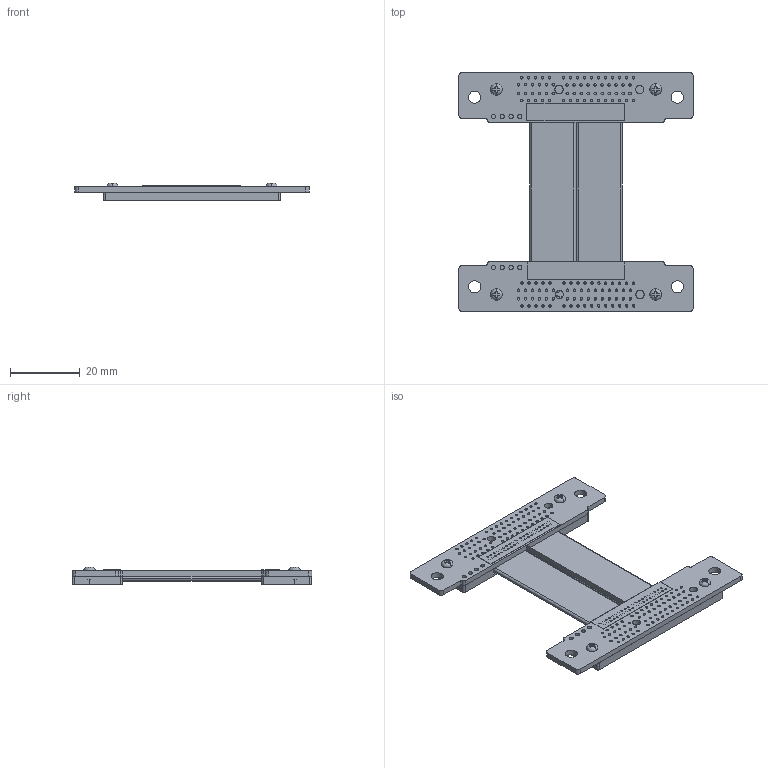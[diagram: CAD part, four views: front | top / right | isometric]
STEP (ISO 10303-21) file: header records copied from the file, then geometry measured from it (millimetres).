
FILE_DESCRIPTION(('Open CASCADE Model'),'2;1');
FILE_NAME('Open CASCADE Shape Model','2019-09-17T20:24:03',('Author'),( 'Open CASCADE'),'Open CASCADE STEP processor 6.8','Open CASCADE 6.8' ,'Unknown');
FILE_SCHEMA(('AUTOMOTIVE_DESIGN { 1 0 10303 214 1 1 1 1 }'));
Length unit declared in the file: millimetre
Products named in the file (10): PCB; Board; Open CASCADE STEP translator 6.8 8.1.1; Open CASCADE STEP translator 6.8 8.2; Free-Models; G0033_RGB9411503; Hexagon_nut_ISO_4032_(DIN_934)_-_M2_RGB9411503; Tape28x5_RGB0; RP22R-PAD; cable20-43-r
Assembly tree (18 placements, depth 3):
  PCB
    Board
      Open CASCADE STEP translator 6.8 8.1.1
    Open CASCADE STEP translator 6.8 8.2
    Free-Models
      G0033_RGB9411503  x4
      Hexagon_nut_ISO_4032_(DIN_934)_-_M2_RGB9411503  x4
      Tape28x5_RGB0  x2
      RP22R-PAD  x2
      cable20-43-r  x2
Bounding box: 67.05 x 68.58 x 5.12 mm (x, y, z)
Volume: 6907.2 mm3; surface area: 15657.6 mm2
Topology: 95 solids, 95 shells, 1516 faces, 3250 edges, 2072 vertices
Faces by surface type: cylinder 830, plane 470, torus 160, cone 48, revolution 8
Full cylindrical faces by diameter (mm): 0.6 x80, 0.7 x128, 1.2 x8, 1.6 x128, 2 x8, 2.2 x8, 2.35 x4, 2.4 x4, 3.5 x4, 4.8 x4
Entity records: 27892 total; most frequent: DIRECTION 4725, CARTESIAN_POINT 4234, ORIENTED_EDGE 3814, AXIS2_PLACEMENT_3D 2067, EDGE_CURVE 1907, FACE_BOUND 1419, EDGE_LOOP 1419, VERTEX_POINT 1228
